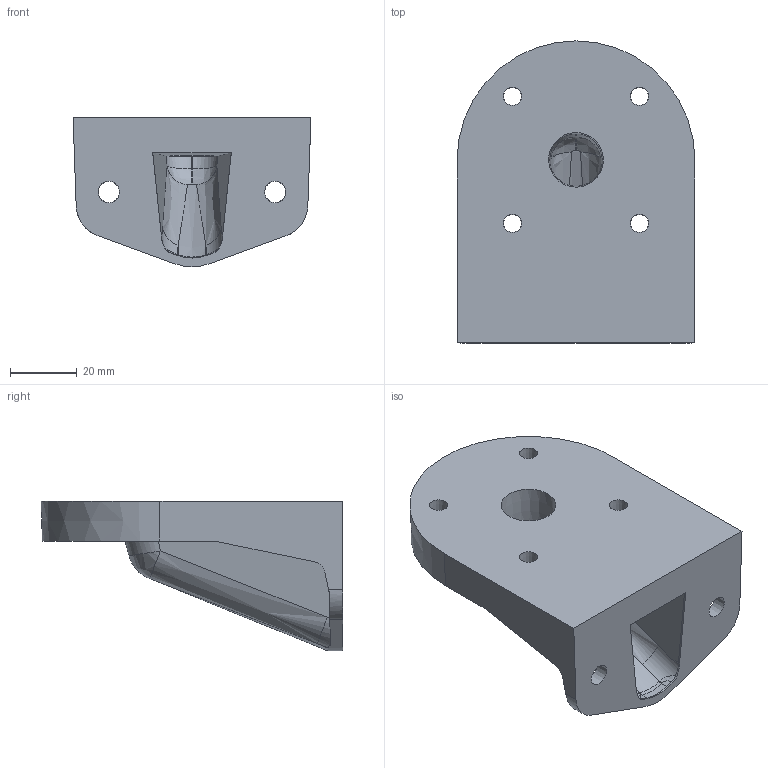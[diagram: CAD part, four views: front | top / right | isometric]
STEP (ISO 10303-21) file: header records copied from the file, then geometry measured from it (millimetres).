
FILE_DESCRIPTION(/* description */ (''),/* implementation_level */ '2;1');
FILE_NAME(/* name */ 'XWR_AuerSignal_900600900.stp',/* time_stamp */ '2021-06-01T15:58:57+02:00',/* author */ (''),/* organization */ (''),/* preprocessor_version */ 'ST-DEVELOPER v16',/* originating_system */ 'SIEMENS PLM Software NX 10.0',/* authorisation */ '');
FILE_SCHEMA (('AUTOMOTIVE_DESIGN { 1 0 10303 214 3 1 1 1 }'));
Length unit declared in the file: millimetre
Products named in the file (1): P.Ge2E2465010whe
Bounding box: 71.5 x 90.75 x 45 mm (x, y, z)
Volume: 73227.5 mm3; surface area: 27412.1 mm2
Topology: 1 solids, 1 shells, 117 faces, 325 edges, 214 vertices
Faces by surface type: plane 65, bspline 26, cylinder 13, cone 12, extrusion 1
Entity records: 4294 total; most frequent: CARTESIAN_POINT 1487, ORIENTED_EDGE 620, DIRECTION 496, EDGE_CURVE 310, VERTEX_POINT 206, VECTOR 178, LINE 177, AXIS2_PLACEMENT_3D 159
